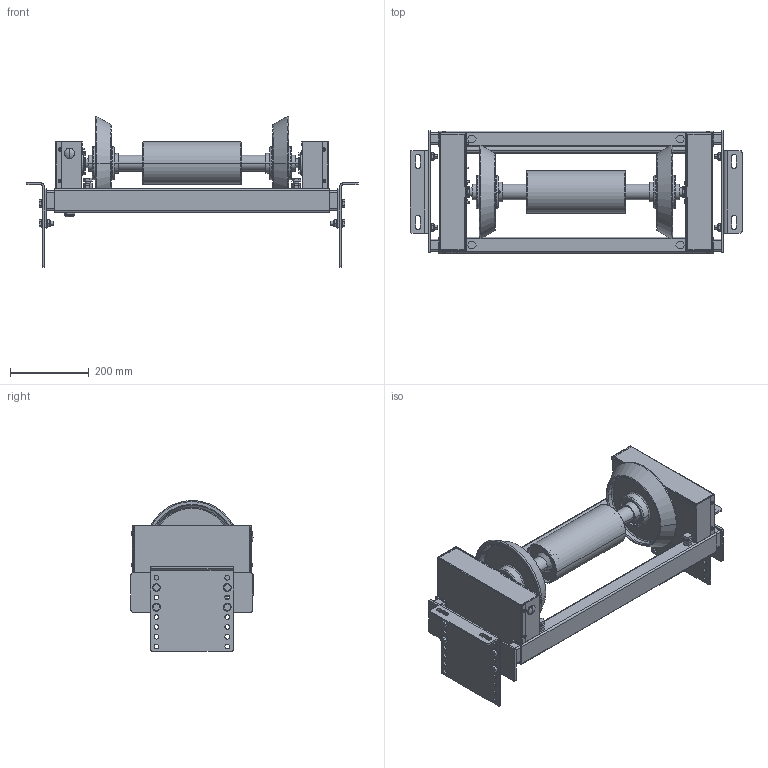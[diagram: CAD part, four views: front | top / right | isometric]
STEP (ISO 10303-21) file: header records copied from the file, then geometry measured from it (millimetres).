
FILE_DESCRIPTION((''),'2;1');
FILE_NAME('B47430_stp.stp','2021-01-12T11:27:15',(''),(''),'Mechanical Desktop 2009','Mechanical Desktop 2009',', , ');
FILE_SCHEMA(('CONFIG_CONTROL_DESIGN'));
Length unit declared in the file: millimetre
Products named in the file (104): B47430_STP; B50029; B46957; B4695602; TEIL4A; TEIL3; VIERKANTROHR; B4695601; TEIL4; 6KT-SCHWEISSMUTTER_M12; 6KT-SCHWEISSMUTTER_M12A; EINPRESSMUTTER_M6A; EINPRESSMUTTER_M6; EINPRESSMUTTER_M4; EINPRESSMUTTER_M4A; TEIL1AAAAAA; 6KT-SCHRAUBE_M12X30; 6KT-SCHRAUBE_M12X30A; B46938; TEIL1A; B46937; TEIL1AAA; ZYL_SCHR__M4X8; ZYL_SCHR_M4X8; ZYL_SCHR__M4X16; ZYL_SCHR_M4X16; 6KT-MUTTER_M12_05DA; 6KT-MUTTER_M12_05D; FEDERRING_M4; FEDERRING_M4A; KABELVERSCHRAUBUNG_PG7A; KABELVERSCHRAUBUNG_PG7; KABELVERSCHRAUBUNG_PG11A; KABELVERSCHRAUBUNG_PG11; KABELVERSCHRAUBUNG_PG16A; KABELVERSCHRAUBUNG_PG16; GEGENMUTTER_PG16; GEGENMUTTER_PG16A; VERSCHLUSSKAPPE_PG16; VERSCHLUSSKAPPE_PG16A ...
Assembly tree (226 placements, depth 5):
  B47430_STP
    B50029
      B46957
        B4695602
          TEIL4A
        TEIL3
        VIERKANTROHR  x2
        B4695601
          TEIL4
        6KT-SCHWEISSMUTTER_M12  x4
          6KT-SCHWEISSMUTTER_M12A
        EINPRESSMUTTER_M6A  x8
          EINPRESSMUTTER_M6
        EINPRESSMUTTER_M4  x2
          EINPRESSMUTTER_M4A
        TEIL1AAAAAA  x2
      6KT-SCHRAUBE_M12X30  x4
        6KT-SCHRAUBE_M12X30A
      B46938  x2
        TEIL1A
      B46937  x2
        TEIL1AAA
      ZYL_SCHR__M4X8  x2
        ZYL_SCHR_M4X8
      ZYL_SCHR__M4X16  x2
        ZYL_SCHR_M4X16
      6KT-MUTTER_M12_05DA  x4
        6KT-MUTTER_M12_05D
      FEDERRING_M4  x2
        FEDERRING_M4A
      KABELVERSCHRAUBUNG_PG7A  x3
        KABELVERSCHRAUBUNG_PG7
      KABELVERSCHRAUBUNG_PG11A
        KABELVERSCHRAUBUNG_PG11
      KABELVERSCHRAUBUNG_PG16A
        KABELVERSCHRAUBUNG_PG16
      GEGENMUTTER_PG16
        GEGENMUTTER_PG16A
      VERSCHLUSSKAPPE_PG16
        VERSCHLUSSKAPPE_PG16A
      B46977
        B46977A
      DECKEL_GEHÄUSE_A105
        DECKEL_GEHÄUSE_A105A
      TRAGSCHIENE_NS15
        TRAGSCHIENE_NS15A
      KLEMME_MBK2.5_E  x8
        KLEMME_MBK2.5_EA
      KLEMMENDECKEL_D_MBK2_5_EA
        KLEMMENDECKEL_D_MBK2_5_E
      ENDHALTER_E_MBK  x2
        ENDHALTER_E_MBKA
      ZYLINDER-BLECHSCHRAUBE_4.2X6.5A  x8
        ZYLINDER-BLECHSCHRAUBE_4.2X6.5
      B50029|AVE_RENDER  x8
      B50029|AVE_GLOBAL
      B50029|RM_SDB  x3
    B46760
      TEIL1  x2
      TEIL2
Bounding box: 844 x 310.7 x 383.76 mm (x, y, z)
Volume: 6639741.7 mm3; surface area: 3244800.6 mm2
Topology: 161 solids, 161 shells, 2732 faces, 6663 edges, 4390 vertices
Faces by surface type: plane 1379, cylinder 974, cone 218, torus 120, bspline 40, sphere 1
Entity records: 36487 total; most frequent: CARTESIAN_POINT 6806, DIRECTION 6423, ORIENTED_EDGE 5446, EDGE_CURVE 2723, AXIS2_PLACEMENT_3D 2437, VERTEX_POINT 1798, VECTOR 1549, LINE 1549
